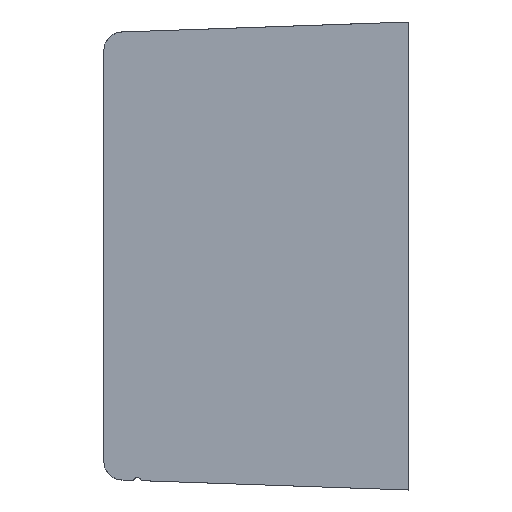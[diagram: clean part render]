
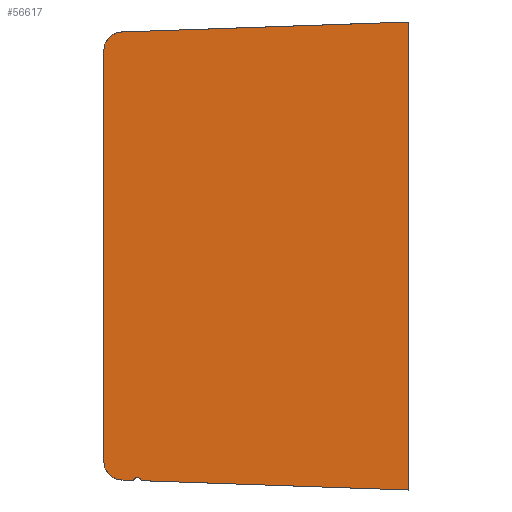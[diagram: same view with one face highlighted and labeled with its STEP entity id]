
A CAD part, left-side view. The second image highlights one B-rep face of the part: STEP entity #56617.
In plain terms, the highlighted planar face has unit normal (-1, 0, 0).
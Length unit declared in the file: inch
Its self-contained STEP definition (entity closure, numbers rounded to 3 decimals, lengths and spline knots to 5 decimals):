
#1683 = VECTOR ( 'NONE', #57142, 39.37008 ) ;
#1946 = CARTESIAN_POINT ( 'NONE',  ( -0.9935, 3.25, 2.5 ) ) ;
#2156 = AXIS2_PLACEMENT_3D ( 'NONE', #34133, #76674, #40254 ) ;
#4051 = VECTOR ( 'NONE', #38424, 39.37008 ) ;
#5106 = ORIENTED_EDGE ( 'NONE', *, *, #41502, .T. ) ;
#6559 = CARTESIAN_POINT ( 'NONE',  ( -0.9935, 2.93311, -2.39757 ) ) ;
#8143 = PLANE ( 'NONE',  #70077 ) ;
#8425 = DIRECTION ( 'NONE',  ( 1., 0., 0. ) ) ;
#9051 = VERTEX_POINT ( 'NONE', #6559 ) ;
#9052 = CARTESIAN_POINT ( 'NONE',  ( -0.9935, 3.25, 2.19337 ) ) ;
#9484 = VECTOR ( 'NONE', #56404, 39.37008 ) ;
#11709 = VERTEX_POINT ( 'NONE', #12495 ) ;
#12454 = CARTESIAN_POINT ( 'NONE',  ( -0.9935, 3.05, -2.19337 ) ) ;
#12495 = CARTESIAN_POINT ( 'NONE',  ( -0.9935, 3.05698, -2.39325 ) ) ;
#12521 = VERTEX_POINT ( 'NONE', #31220 ) ;
#12586 = DIRECTION ( 'NONE',  ( -1., 0., 0. ) ) ;
#13794 = CARTESIAN_POINT ( 'NONE',  ( -0.9935, 0., 2.5 ) ) ;
#13850 = EDGE_CURVE ( 'NONE', #53963, #71161, #52690, .T. ) ;
#14503 = CARTESIAN_POINT ( 'NONE',  ( -0.9935, 3.42043, -2.38056 ) ) ;
#14530 = ORIENTED_EDGE ( 'NONE', *, *, #57737, .T. ) ;
#18543 = DIRECTION ( 'NONE',  ( 0., 1., 0. ) ) ;
#19113 = CARTESIAN_POINT ( 'NONE',  ( -0.9935, 3.24604, 2.38665 ) ) ;
#19231 = FACE_OUTER_BOUND ( 'NONE', #78384, .T. ) ;
#20365 = CARTESIAN_POINT ( 'NONE',  ( -0.9935, 3.42043, -2.38056 ) ) ;
#24293 = VECTOR ( 'NONE', #26501, 39.37008 ) ;
#24742 = VECTOR ( 'NONE', #25268, 39.37008 ) ;
#25268 = DIRECTION ( 'NONE',  ( 0., -0.999, 0.035 ) ) ;
#26501 = DIRECTION ( 'NONE',  ( 0., -0.999, -0.035 ) ) ;
#26659 = LINE ( 'NONE', #19113, #24742 ) ;
#27274 = ORIENTED_EDGE ( 'NONE', *, *, #27906, .T. ) ;
#27906 = EDGE_CURVE ( 'NONE', #35455, #54457, #72892, .T. ) ;
#31220 = CARTESIAN_POINT ( 'NONE',  ( -0.9935, 3.05698, 2.39325 ) ) ;
#34133 = CARTESIAN_POINT ( 'NONE',  ( -0.9935, 3.05, 2.19337 ) ) ;
#35455 = VERTEX_POINT ( 'NONE', #56000 ) ;
#35695 = AXIS2_PLACEMENT_3D ( 'NONE', #49094, #12586, #55191 ) ;
#36042 = ORIENTED_EDGE ( 'NONE', *, *, #68414, .F. ) ;
#37605 = AXIS2_PLACEMENT_3D ( 'NONE', #12454, #55059, #18543 ) ;
#38424 = DIRECTION ( 'NONE',  ( 0., 0., -1. ) ) ;
#38546 = CIRCLE ( 'NONE', #2156, 0.2 ) ;
#39296 = CARTESIAN_POINT ( 'NONE',  ( -0.9935, 0., -2.5 ) ) ;
#40254 = DIRECTION ( 'NONE',  ( 0., 1., 0. ) ) ;
#41502 = EDGE_CURVE ( 'NONE', #11709, #9051, #66458, .T. ) ;
#41981 = LINE ( 'NONE', #13794, #9484 ) ;
#44961 = CARTESIAN_POINT ( 'NONE',  ( -0.9935, 3.25, 2.5 ) ) ;
#49094 = CARTESIAN_POINT ( 'NONE',  ( -0.9935, 2.89106, -2.41359 ) ) ;
#51024 = DIRECTION ( 'NONE',  ( 0., 1., 0. ) ) ;
#52690 = LINE ( 'NONE', #1946, #4051 ) ;
#53963 = VERTEX_POINT ( 'NONE', #9052 ) ;
#54445 = CIRCLE ( 'NONE', #35695, 0.045 ) ;
#54457 = VERTEX_POINT ( 'NONE', #39296 ) ;
#55059 = DIRECTION ( 'NONE',  ( -1., 0., 0. ) ) ;
#55191 = DIRECTION ( 'NONE',  ( 0., -1., 0. ) ) ;
#56000 = CARTESIAN_POINT ( 'NONE',  ( -0.9935, 2.84799, -2.40055 ) ) ;
#56404 = DIRECTION ( 'NONE',  ( 0., 0., -1. ) ) ;
#56416 = ORIENTED_EDGE ( 'NONE', *, *, #13850, .T. ) ;
#56617 = ADVANCED_FACE ( 'NONE', ( #19231 ), #8143, .F. ) ;
#57142 = DIRECTION ( 'NONE',  ( 0., -0.999, -0.035 ) ) ;
#57737 = EDGE_CURVE ( 'NONE', #71161, #11709, #61896, .T. ) ;
#61071 = ORIENTED_EDGE ( 'NONE', *, *, #74040, .T. ) ;
#61388 = CARTESIAN_POINT ( 'NONE',  ( -0.9935, 0., 2.5 ) ) ;
#61896 = CIRCLE ( 'NONE', #37605, 0.2 ) ;
#66458 = LINE ( 'NONE', #14503, #1683 ) ;
#67131 = VERTEX_POINT ( 'NONE', #61388 ) ;
#68414 = EDGE_CURVE ( 'NONE', #12521, #67131, #26659, .T. ) ;
#68524 = EDGE_CURVE ( 'NONE', #67131, #54457, #41981, .T. ) ;
#70077 = AXIS2_PLACEMENT_3D ( 'NONE', #44961, #8425, #51024 ) ;
#71161 = VERTEX_POINT ( 'NONE', #77255 ) ;
#71490 = EDGE_CURVE ( 'NONE', #35455, #9051, #54445, .T. ) ;
#72892 = LINE ( 'NONE', #20365, #24293 ) ;
#73676 = ORIENTED_EDGE ( 'NONE', *, *, #71490, .F. ) ;
#74040 = EDGE_CURVE ( 'NONE', #12521, #53963, #38546, .T. ) ;
#76674 = DIRECTION ( 'NONE',  ( -1., 0., 0. ) ) ;
#76852 = ORIENTED_EDGE ( 'NONE', *, *, #68524, .F. ) ;
#77255 = CARTESIAN_POINT ( 'NONE',  ( -0.9935, 3.25, -2.19337 ) ) ;
#78384 = EDGE_LOOP ( 'NONE', ( #27274, #76852, #36042, #61071, #56416, #14530, #5106, #73676 ) ) ;
